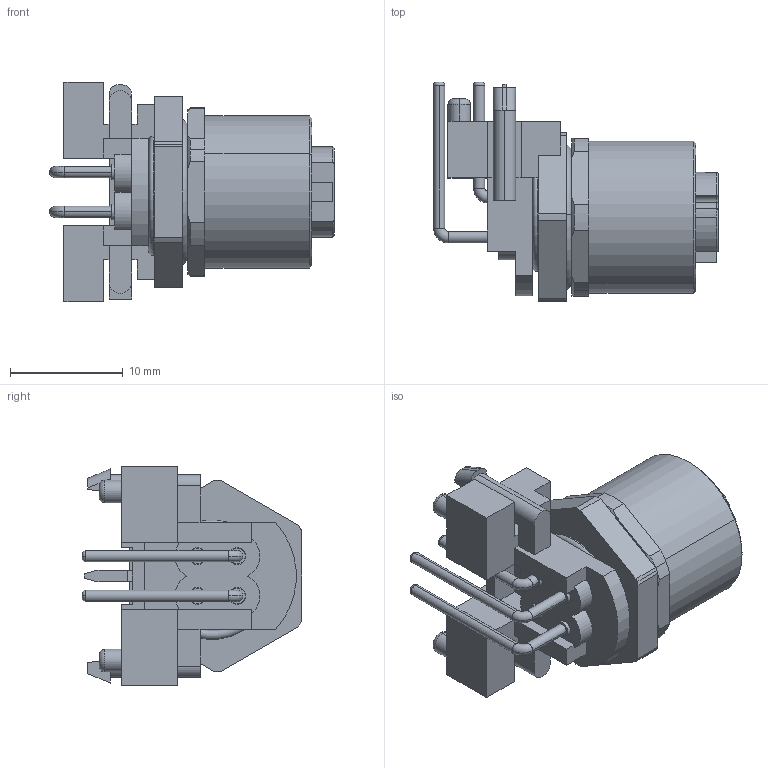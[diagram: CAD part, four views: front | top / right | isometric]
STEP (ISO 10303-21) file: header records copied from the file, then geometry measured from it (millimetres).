
FILE_DESCRIPTION (( 'STEP AP203' ), '1' );
FILE_NAME ('54-00376.STEP', '2024-09-10T21:39:37', ( '' ), ( '' ), 'SwSTEP 2.0', 'SolidWorks 2021', '' );
FILE_SCHEMA (( 'CONFIG_CONTROL_DESIGN' ));
Length unit declared in the file: millimetre
Products named in the file (10): 54-00376; 54-00376-03___; 54-00376-01; 54-00376-11; 54-00376-07; 54-00376-06___; 54-00376-05___; 54-00376-08; 54-00376-02___; 54-00376-04___
Assembly tree (11 placements, depth 2):
  54-00376
    54-00376-01
    54-00376-02___
    54-00376-03___
    54-00376-04___
    54-00376-05___
    54-00376-06___
    54-00376-07  x2
    54-00376-08  x2
    54-00376-11
Bounding box: 25.28 x 19.5 x 19.5 mm (x, y, z)
Volume: 2793.1 mm3; surface area: 5209.1 mm2
Topology: 11 solids, 11 shells, 488 faces, 1220 edges, 770 vertices
Faces by surface type: plane 211, cylinder 182, cone 46, torus 45, bspline 4
Entity records: 15235 total; most frequent: CARTESIAN_POINT 4501, DIRECTION 2052, ORIENTED_EDGE 2016, EDGE_CURVE 1008, AXIS2_PLACEMENT_3D 746, VERTEX_POINT 642, LINE 560, VECTOR 560
